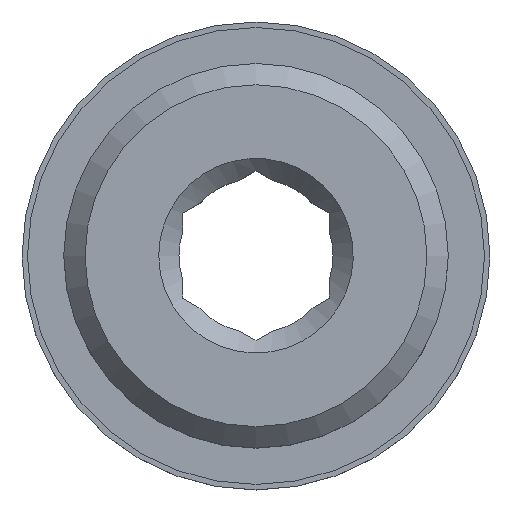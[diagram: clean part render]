
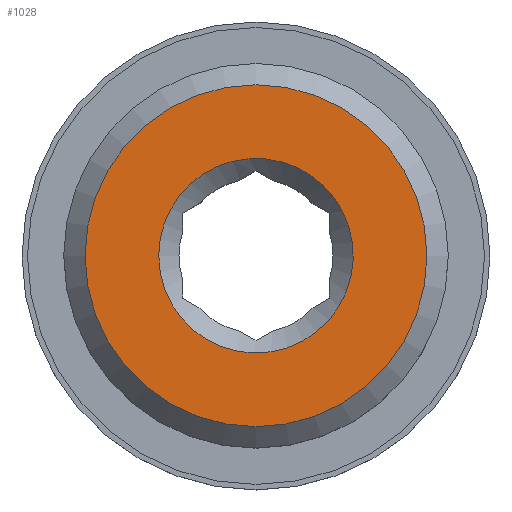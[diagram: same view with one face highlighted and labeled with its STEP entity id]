
A CAD part, top view. The second image highlights one B-rep face of the part: STEP entity #1028.
In plain terms, the highlighted planar face has unit normal (0, 0, 1).
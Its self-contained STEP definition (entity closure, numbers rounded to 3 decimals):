
#38=PLANE('',#1110);
#92=CIRCLE('',#1111,9.316);
#93=CIRCLE('',#1112,5.3);
#160=ORIENTED_EDGE('',*,*,#312,.F.);
#161=ORIENTED_EDGE('',*,*,#313,.T.);
#312=EDGE_CURVE('',#396,#396,#92,.T.);
#313=EDGE_CURVE('',#397,#397,#93,.T.);
#396=VERTEX_POINT('',#1466);
#397=VERTEX_POINT('',#1468);
#523=EDGE_LOOP('',(#160));
#524=EDGE_LOOP('',(#161));
#603=FACE_BOUND('',#523,.T.);
#604=FACE_BOUND('',#524,.T.);
#1028=ADVANCED_FACE('',(#603,#604),#38,.F.);
#1110=AXIS2_PLACEMENT_3D('',#1464,#1263,#1264);
#1111=AXIS2_PLACEMENT_3D('',#1465,#1265,#1266);
#1112=AXIS2_PLACEMENT_3D('',#1467,#1267,#1268);
#1263=DIRECTION('',(0.,0.,-1.));
#1264=DIRECTION('',(-1.,0.,0.));
#1265=DIRECTION('',(0.,0.,-1.));
#1266=DIRECTION('',(-1.,0.,0.));
#1267=DIRECTION('',(0.,0.,-1.));
#1268=DIRECTION('',(-1.,0.,0.));
#1464=CARTESIAN_POINT('',(0.,0.,6.8));
#1465=CARTESIAN_POINT('',(0.,0.,6.8));
#1466=CARTESIAN_POINT('',(-9.316,0.,6.8));
#1467=CARTESIAN_POINT('',(0.,0.,6.8));
#1468=CARTESIAN_POINT('',(-5.3,0.,6.8));
